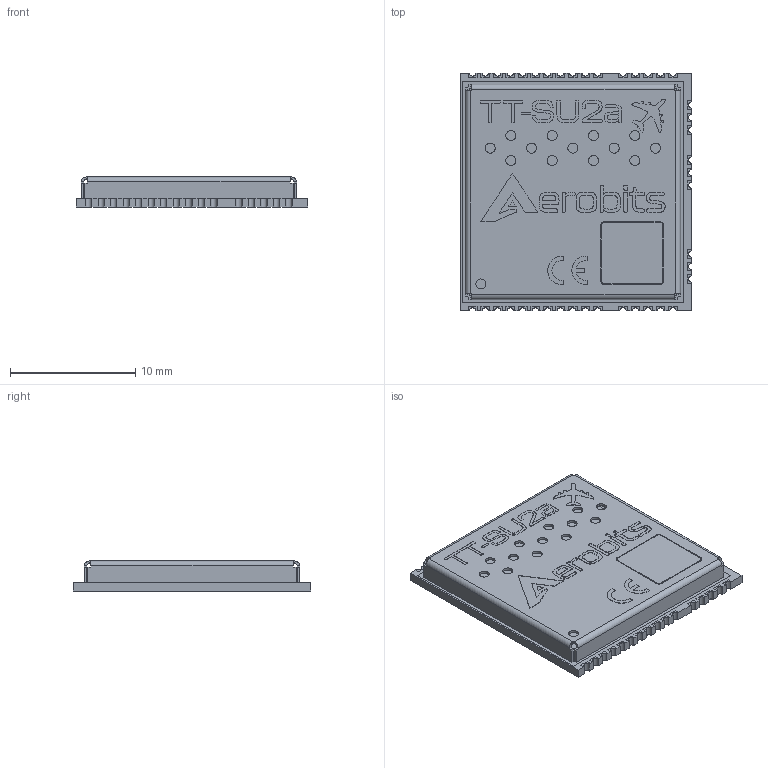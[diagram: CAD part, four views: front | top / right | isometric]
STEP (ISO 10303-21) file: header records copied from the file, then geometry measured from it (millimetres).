
FILE_DESCRIPTION(/* description */ (''),/* implementation_level */ '2;1');
FILE_NAME(/* name */ 'TT-SU2a.step',/* time_stamp */ '2023-05-17T11:33:17+02:00',/* author */ (''),/* organization */ (''),/* preprocessor_version */ 'ST-DEVELOPER v19.2',/* originating_system */ 'Autodesk Translation Framework v12.4.0.73',/* authorisation */ '');
FILE_SCHEMA (('AUTOMOTIVE_DESIGN { 1 0 10303 214 3 1 1 }'));
Length unit declared in the file: millimetre
Products named in the file (3): TT-SU2a; PCB_SF1a; MC_shield_3D
Assembly tree (2 placements, depth 2):
  TT-SU2a
    PCB_SF1a
    MC_shield_3D
Bounding box: 18.5 x 19 x 2.4 mm (x, y, z)
Volume: 318.4 mm3; surface area: 1543.1 mm2
Topology: 11 solids, 11 shells, 1296 faces, 3706 edges, 2460 vertices
Faces by surface type: plane 981, cylinder 315
Full cylindrical faces by diameter (mm): 0.8 x14
Entity records: 42331 total; most frequent: CARTESIAN_POINT 7467, ORIENTED_EDGE 7412, DIRECTION 6938, EDGE_CURVE 3706, LINE 3076, VECTOR 3076, VERTEX_POINT 2460, AXIS2_PLACEMENT_3D 1931
